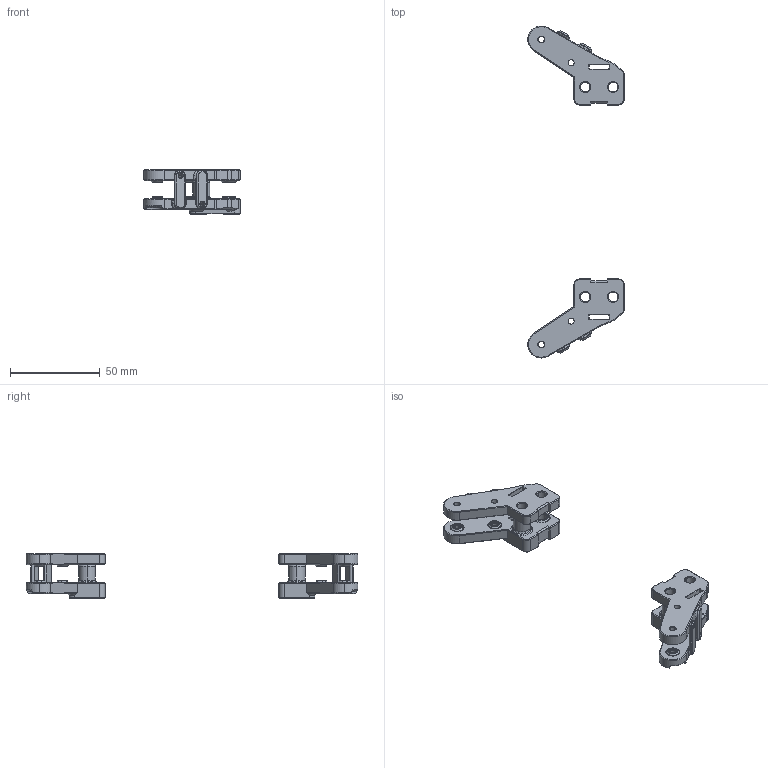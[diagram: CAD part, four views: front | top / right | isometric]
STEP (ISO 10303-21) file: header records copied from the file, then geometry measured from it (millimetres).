
FILE_DESCRIPTION (( 'STEP AP214' ), '1' );
FILE_NAME ('Z Belt Clamp Upper modified.STEP', '2024-12-01T23:26:26', ( '' ), ( '' ), 'SwSTEP 2.0', 'SolidWorks 2024', '' );
FILE_SCHEMA (( 'AUTOMOTIVE_DESIGN' ));
Length unit declared in the file: millimetre
Products named in the file (1): Z Belt Clamp Upper modified
Bounding box: 53.75 x 184.99 x 24.8 mm (x, y, z)
Volume: 30297.6 mm3; surface area: 17347.9 mm2
Topology: 4 solids, 4 shells, 720 faces, 1758 edges, 1052 vertices
Faces by surface type: plane 282, cone 162, cylinder 148, torus 110, bspline 18
Entity records: 22090 total; most frequent: CARTESIAN_POINT 4975, DIRECTION 3700, ORIENTED_EDGE 3516, EDGE_CURVE 1758, AXIS2_PLACEMENT_3D 1395, VERTEX_POINT 1052, VECTOR 910, LINE 910
